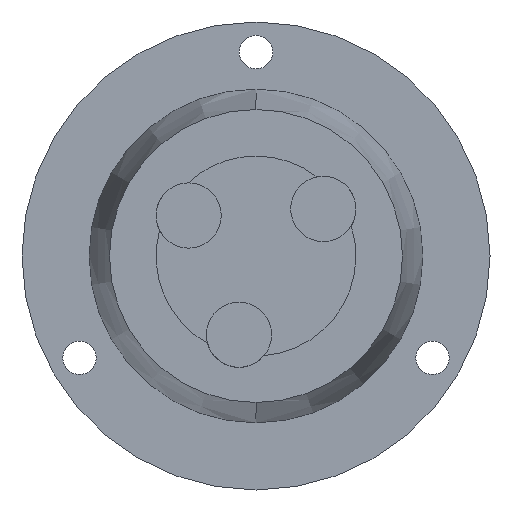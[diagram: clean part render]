
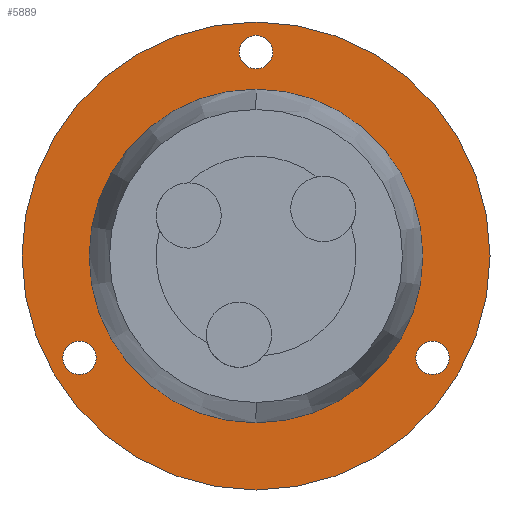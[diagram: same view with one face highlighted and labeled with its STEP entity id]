
A CAD part, left-side view. The second image highlights one B-rep face of the part: STEP entity #5889.
In plain terms, the highlighted planar face has unit normal (-1, 0, 0).
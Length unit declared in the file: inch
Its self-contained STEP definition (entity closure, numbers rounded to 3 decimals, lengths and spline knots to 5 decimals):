
#17 = DIRECTION ( 'NONE',  ( 0., 0., -1. ) ) ;
#81 = FACE_BOUND ( 'NONE', #5635, .T. ) ;
#186 = AXIS2_PLACEMENT_3D ( 'NONE', #9700, #11643, #5264 ) ;
#340 = AXIS2_PLACEMENT_3D ( 'NONE', #11542, #9453, #10601 ) ;
#417 = DIRECTION ( 'NONE',  ( -1., 0., 0. ) ) ;
#868 = DIRECTION ( 'NONE',  ( 1., 0., 0. ) ) ;
#1071 = CIRCLE ( 'NONE', #3337, 0.1025 ) ;
#1151 = DIRECTION ( 'NONE',  ( 0., 0., -1. ) ) ;
#1228 = FACE_BOUND ( 'NONE', #2757, .T. ) ;
#1281 = AXIS2_PLACEMENT_3D ( 'NONE', #2378, #1374, #17 ) ;
#1374 = DIRECTION ( 'NONE',  ( 1., 0., 0. ) ) ;
#1723 = AXIS2_PLACEMENT_3D ( 'NONE', #11373, #417, #10294 ) ;
#2198 = VERTEX_POINT ( 'NONE', #10879 ) ;
#2212 = CARTESIAN_POINT ( 'NONE',  ( -0.093, 0., 1.25 ) ) ;
#2280 = VERTEX_POINT ( 'NONE', #2432 ) ;
#2346 = DIRECTION ( 'NONE',  ( 0., 0., -1. ) ) ;
#2378 = CARTESIAN_POINT ( 'NONE',  ( -0.093, 0., 0. ) ) ;
#2432 = CARTESIAN_POINT ( 'NONE',  ( -0.093, -1.08253, -0.7275 ) ) ;
#2645 = CIRCLE ( 'NONE', #10425, 1.435 ) ;
#2757 = EDGE_LOOP ( 'NONE', ( #3277, #14104 ) ) ;
#3234 = PLANE ( 'NONE',  #1281 ) ;
#3277 = ORIENTED_EDGE ( 'NONE', *, *, #8107, .F. ) ;
#3337 = AXIS2_PLACEMENT_3D ( 'NONE', #9212, #12428, #13796 ) ;
#3628 = EDGE_CURVE ( 'NONE', #2198, #10890, #6485, .T. ) ;
#3651 = CARTESIAN_POINT ( 'NONE',  ( -0.093, 0., 1.435 ) ) ;
#3677 = ORIENTED_EDGE ( 'NONE', *, *, #10055, .F. ) ;
#3737 = CARTESIAN_POINT ( 'NONE',  ( -0.093, 0., -1.435 ) ) ;
#3893 = AXIS2_PLACEMENT_3D ( 'NONE', #11001, #5560, #12148 ) ;
#4098 = CARTESIAN_POINT ( 'NONE',  ( -0.093, 1.08253, -0.7275 ) ) ;
#4105 = VERTEX_POINT ( 'NONE', #9695 ) ;
#4353 = AXIS2_PLACEMENT_3D ( 'NONE', #2212, #13159, #2346 ) ;
#4365 = CARTESIAN_POINT ( 'NONE',  ( -0.093, 0., 1.3525 ) ) ;
#4448 = FACE_BOUND ( 'NONE', #10144, .T. ) ;
#4495 = ORIENTED_EDGE ( 'NONE', *, *, #12459, .F. ) ;
#4501 = CIRCLE ( 'NONE', #8634, 1.0235 ) ;
#5157 = CARTESIAN_POINT ( 'NONE',  ( -0.093, 0., 0. ) ) ;
#5264 = DIRECTION ( 'NONE',  ( 0., 0., -1. ) ) ;
#5560 = DIRECTION ( 'NONE',  ( -1., 0., 0. ) ) ;
#5635 = EDGE_LOOP ( 'NONE', ( #13763, #5685 ) ) ;
#5657 = VERTEX_POINT ( 'NONE', #3737 ) ;
#5664 = DIRECTION ( 'NONE',  ( -1., 0., 0. ) ) ;
#5685 = ORIENTED_EDGE ( 'NONE', *, *, #12086, .F. ) ;
#5687 = ORIENTED_EDGE ( 'NONE', *, *, #6486, .F. ) ;
#5736 = VERTEX_POINT ( 'NONE', #4098 ) ;
#5845 = AXIS2_PLACEMENT_3D ( 'NONE', #5157, #868, #12891 ) ;
#5873 = CARTESIAN_POINT ( 'NONE',  ( -0.093, 0., -1.0235 ) ) ;
#5889 = ADVANCED_FACE ( 'NONE', ( #1228, #81, #4448, #12045, #8895 ), #3234, .F. ) ;
#6003 = VERTEX_POINT ( 'NONE', #3651 ) ;
#6147 = EDGE_CURVE ( 'NONE', #6003, #5657, #12027, .T. ) ;
#6210 = VERTEX_POINT ( 'NONE', #6222 ) ;
#6222 = CARTESIAN_POINT ( 'NONE',  ( -0.093, -1.08253, -0.5225 ) ) ;
#6456 = DIRECTION ( 'NONE',  ( 0., 0., -1. ) ) ;
#6485 = CIRCLE ( 'NONE', #1723, 1.0235 ) ;
#6486 = EDGE_CURVE ( 'NONE', #7770, #4105, #1071, .T. ) ;
#6723 = DIRECTION ( 'NONE',  ( -1., 0., 0. ) ) ;
#6979 = CIRCLE ( 'NONE', #340, 0.1025 ) ;
#7530 = EDGE_CURVE ( 'NONE', #10890, #2198, #4501, .T. ) ;
#7770 = VERTEX_POINT ( 'NONE', #4365 ) ;
#7812 = CARTESIAN_POINT ( 'NONE',  ( -0.093, 0., 0. ) ) ;
#8107 = EDGE_CURVE ( 'NONE', #5736, #12243, #12302, .T. ) ;
#8634 = AXIS2_PLACEMENT_3D ( 'NONE', #7812, #5664, #6456 ) ;
#8706 = CIRCLE ( 'NONE', #3893, 0.1025 ) ;
#8895 = FACE_BOUND ( 'NONE', #14172, .T. ) ;
#9212 = CARTESIAN_POINT ( 'NONE',  ( -0.093, 0., 1.25 ) ) ;
#9453 = DIRECTION ( 'NONE',  ( -1., 0., 0. ) ) ;
#9695 = CARTESIAN_POINT ( 'NONE',  ( -0.093, 0., 1.1475 ) ) ;
#9700 = CARTESIAN_POINT ( 'NONE',  ( -0.093, 1.08253, -0.625 ) ) ;
#9741 = ORIENTED_EDGE ( 'NONE', *, *, #7530, .F. ) ;
#10055 = EDGE_CURVE ( 'NONE', #4105, #7770, #12592, .T. ) ;
#10076 = EDGE_CURVE ( 'NONE', #12243, #5736, #8706, .T. ) ;
#10144 = EDGE_LOOP ( 'NONE', ( #3677, #5687 ) ) ;
#10294 = DIRECTION ( 'NONE',  ( 0., 0., -1. ) ) ;
#10389 = CIRCLE ( 'NONE', #11072, 0.1025 ) ;
#10425 = AXIS2_PLACEMENT_3D ( 'NONE', #12529, #11525, #12665 ) ;
#10601 = DIRECTION ( 'NONE',  ( 0., 0., -1. ) ) ;
#10879 = CARTESIAN_POINT ( 'NONE',  ( -0.093, 0., 1.0235 ) ) ;
#10890 = VERTEX_POINT ( 'NONE', #5873 ) ;
#11001 = CARTESIAN_POINT ( 'NONE',  ( -0.093, 1.08253, -0.625 ) ) ;
#11072 = AXIS2_PLACEMENT_3D ( 'NONE', #13247, #6723, #1151 ) ;
#11188 = EDGE_CURVE ( 'NONE', #2280, #6210, #10389, .T. ) ;
#11373 = CARTESIAN_POINT ( 'NONE',  ( -0.093, 0., 0. ) ) ;
#11525 = DIRECTION ( 'NONE',  ( 1., 0., 0. ) ) ;
#11542 = CARTESIAN_POINT ( 'NONE',  ( -0.093, -1.08253, -0.625 ) ) ;
#11643 = DIRECTION ( 'NONE',  ( -1., 0., 0. ) ) ;
#12027 = CIRCLE ( 'NONE', #5845, 1.435 ) ;
#12045 = FACE_OUTER_BOUND ( 'NONE', #13374, .T. ) ;
#12086 = EDGE_CURVE ( 'NONE', #6210, #2280, #6979, .T. ) ;
#12148 = DIRECTION ( 'NONE',  ( 0., 0., -1. ) ) ;
#12243 = VERTEX_POINT ( 'NONE', #13043 ) ;
#12302 = CIRCLE ( 'NONE', #186, 0.1025 ) ;
#12428 = DIRECTION ( 'NONE',  ( -1., 0., 0. ) ) ;
#12459 = EDGE_CURVE ( 'NONE', #5657, #6003, #2645, .T. ) ;
#12529 = CARTESIAN_POINT ( 'NONE',  ( -0.093, 0., 0. ) ) ;
#12592 = CIRCLE ( 'NONE', #4353, 0.1025 ) ;
#12665 = DIRECTION ( 'NONE',  ( 0., 0., -1. ) ) ;
#12761 = ORIENTED_EDGE ( 'NONE', *, *, #3628, .F. ) ;
#12891 = DIRECTION ( 'NONE',  ( 0., 0., -1. ) ) ;
#13043 = CARTESIAN_POINT ( 'NONE',  ( -0.093, 1.08253, -0.5225 ) ) ;
#13159 = DIRECTION ( 'NONE',  ( -1., 0., 0. ) ) ;
#13217 = ORIENTED_EDGE ( 'NONE', *, *, #6147, .F. ) ;
#13247 = CARTESIAN_POINT ( 'NONE',  ( -0.093, -1.08253, -0.625 ) ) ;
#13374 = EDGE_LOOP ( 'NONE', ( #4495, #13217 ) ) ;
#13763 = ORIENTED_EDGE ( 'NONE', *, *, #11188, .F. ) ;
#13796 = DIRECTION ( 'NONE',  ( 0., 0., -1. ) ) ;
#14104 = ORIENTED_EDGE ( 'NONE', *, *, #10076, .F. ) ;
#14172 = EDGE_LOOP ( 'NONE', ( #12761, #9741 ) ) ;
